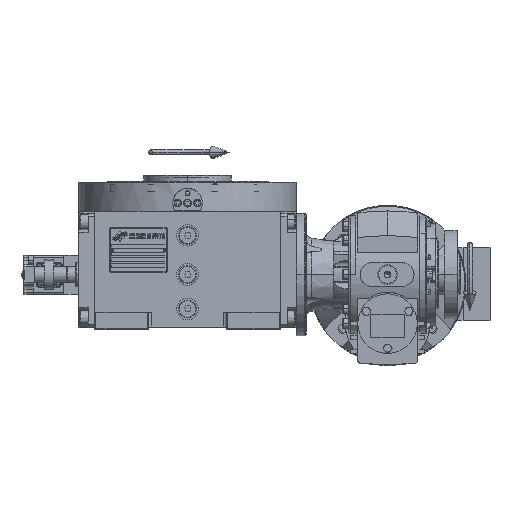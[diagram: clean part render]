
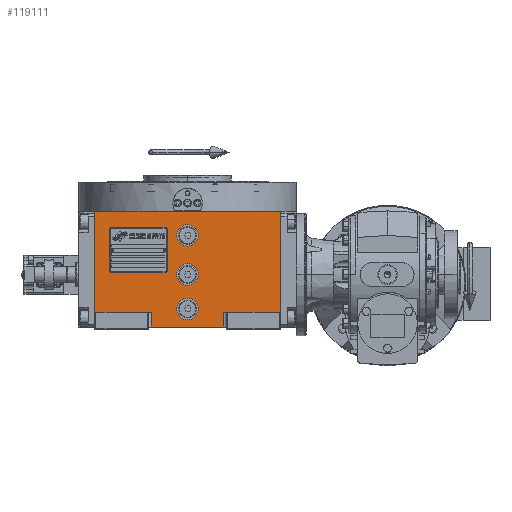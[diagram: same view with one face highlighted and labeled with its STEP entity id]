
A CAD part, top view. The second image highlights one B-rep face of the part: STEP entity #119111.
In plain terms, the highlighted planar face has unit normal (0, 0, 1).
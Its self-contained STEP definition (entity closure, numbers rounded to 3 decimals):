
#546 = VERTEX_POINT ( 'NONE', #38109 ) ;
#864 = VECTOR ( 'NONE', #74822, 1000. ) ;
#3563 = VERTEX_POINT ( 'NONE', #95564 ) ;
#5323 = LINE ( 'NONE', #41464, #21233 ) ;
#5368 = DIRECTION ( 'NONE',  ( 0., 0., 1. ) ) ;
#5645 = DIRECTION ( 'NONE',  ( 1., 0., 0. ) ) ;
#5967 = DIRECTION ( 'NONE',  ( 1., 0., 0. ) ) ;
#6048 = EDGE_CURVE ( 'NONE', #3563, #546, #108159, .T. ) ;
#6998 = CARTESIAN_POINT ( 'NONE',  ( 0., -35., 163.5 ) ) ;
#7219 = LINE ( 'NONE', #62247, #13241 ) ;
#7961 = ORIENTED_EDGE ( 'NONE', *, *, #81605, .F. ) ;
#8550 = ORIENTED_EDGE ( 'NONE', *, *, #21352, .F. ) ;
#10020 = ORIENTED_EDGE ( 'NONE', *, *, #25108, .T. ) ;
#10380 = AXIS2_PLACEMENT_3D ( 'NONE', #6998, #79145, #14330 ) ;
#10743 = EDGE_CURVE ( 'NONE', #71290, #25105, #7219, .T. ) ;
#10823 = AXIS2_PLACEMENT_3D ( 'NONE', #30874, #77892, #95670 ) ;
#10978 = VERTEX_POINT ( 'NONE', #118944 ) ;
#11008 = ORIENTED_EDGE ( 'NONE', *, *, #65691, .F. ) ;
#13082 = AXIS2_PLACEMENT_3D ( 'NONE', #106939, #31776, #23162 ) ;
#13241 = VECTOR ( 'NONE', #24326, 1000. ) ;
#14008 = DIRECTION ( 'NONE',  ( 1., 0., 0. ) ) ;
#14330 = DIRECTION ( 'NONE',  ( -1., 0., 0. ) ) ;
#17016 = CARTESIAN_POINT ( 'NONE',  ( -11., -35., 163.5 ) ) ;
#17442 = EDGE_LOOP ( 'NONE', ( #46727, #54698 ) ) ;
#18482 = LINE ( 'NONE', #55848, #42902 ) ;
#21233 = VECTOR ( 'NONE', #115373, 1000. ) ;
#21352 = EDGE_CURVE ( 'NONE', #37262, #28837, #21903, .T. ) ;
#21903 = LINE ( 'NONE', #38529, #48424 ) ;
#23072 = VECTOR ( 'NONE', #101467, 1000. ) ;
#23162 = DIRECTION ( 'NONE',  ( 1., 0., 0. ) ) ;
#23770 = CARTESIAN_POINT ( 'NONE',  ( 0., -35., 163.5 ) ) ;
#24326 = DIRECTION ( 'NONE',  ( 0., 1., 0. ) ) ;
#24382 = DIRECTION ( 'NONE',  ( 0., 0., 1. ) ) ;
#25105 = VERTEX_POINT ( 'NONE', #64965 ) ;
#25108 = EDGE_CURVE ( 'NONE', #79799, #25105, #18482, .T. ) ;
#28837 = VERTEX_POINT ( 'NONE', #109081 ) ;
#28871 = EDGE_CURVE ( 'NONE', #41474, #119427, #74854, .T. ) ;
#29414 = EDGE_LOOP ( 'NONE', ( #42539, #94622 ) ) ;
#29431 = LINE ( 'NONE', #67328, #71216 ) ;
#29793 = AXIS2_PLACEMENT_3D ( 'NONE', #116033, #5368, #5967 ) ;
#30874 = CARTESIAN_POINT ( 'NONE',  ( 0., 40., 163.5 ) ) ;
#31464 = EDGE_CURVE ( 'NONE', #71024, #71722, #46787, .T. ) ;
#31776 = DIRECTION ( 'NONE',  ( 0., 0., 1. ) ) ;
#32313 = ORIENTED_EDGE ( 'NONE', *, *, #10743, .F. ) ;
#33010 = VERTEX_POINT ( 'NONE', #84823 ) ;
#37261 = CARTESIAN_POINT ( 'NONE',  ( -94.5, 64.5, 163.5 ) ) ;
#37262 = VERTEX_POINT ( 'NONE', #37261 ) ;
#38109 = CARTESIAN_POINT ( 'NONE',  ( -11., 40., 163.5 ) ) ;
#38529 = CARTESIAN_POINT ( 'NONE',  ( -94.5, 64.5, 163.5 ) ) ;
#41464 = CARTESIAN_POINT ( 'NONE',  ( -94.5, -38.5, 163.5 ) ) ;
#41474 = VERTEX_POINT ( 'NONE', #17016 ) ;
#42539 = ORIENTED_EDGE ( 'NONE', *, *, #86942, .F. ) ;
#42902 = VECTOR ( 'NONE', #93119, 1000. ) ;
#44130 = CIRCLE ( 'NONE', #10823, 11. ) ;
#46727 = ORIENTED_EDGE ( 'NONE', *, *, #99859, .F. ) ;
#46787 = LINE ( 'NONE', #84042, #864 ) ;
#47997 = CARTESIAN_POINT ( 'NONE',  ( 37., -38.5, 163.5 ) ) ;
#48220 = DIRECTION ( 'NONE',  ( 0., 0., 1. ) ) ;
#48424 = VECTOR ( 'NONE', #112452, 1000. ) ;
#50152 = FACE_BOUND ( 'NONE', #29414, .T. ) ;
#50598 = DIRECTION ( 'NONE',  ( 1., 0., 0. ) ) ;
#51334 = FACE_BOUND ( 'NONE', #81873, .T. ) ;
#52149 = LINE ( 'NONE', #52751, #80996 ) ;
#52751 = CARTESIAN_POINT ( 'NONE',  ( -37., -53.5, 163.5 ) ) ;
#54698 = ORIENTED_EDGE ( 'NONE', *, *, #28871, .F. ) ;
#55848 = CARTESIAN_POINT ( 'NONE',  ( -94.5, -38.5, 163.5 ) ) ;
#56257 = DIRECTION ( 'NONE',  ( 0., 0., 1. ) ) ;
#58552 = CARTESIAN_POINT ( 'NONE',  ( 0., 0., 163.5 ) ) ;
#61877 = ORIENTED_EDGE ( 'NONE', *, *, #73960, .T. ) ;
#62247 = CARTESIAN_POINT ( 'NONE',  ( -37., -53.5, 163.5 ) ) ;
#64173 = CARTESIAN_POINT ( 'NONE',  ( 37., -38.5, 163.5 ) ) ;
#64965 = CARTESIAN_POINT ( 'NONE',  ( -37., -38.5, 163.5 ) ) ;
#65393 = VERTEX_POINT ( 'NONE', #86812 ) ;
#65691 = EDGE_CURVE ( 'NONE', #546, #3563, #44130, .T. ) ;
#66085 = ORIENTED_EDGE ( 'NONE', *, *, #6048, .F. ) ;
#66159 = AXIS2_PLACEMENT_3D ( 'NONE', #110027, #56257, #93519 ) ;
#67328 = CARTESIAN_POINT ( 'NONE',  ( 94.5, -38.5, 163.5 ) ) ;
#69644 = FACE_OUTER_BOUND ( 'NONE', #99810, .T. ) ;
#69798 = ORIENTED_EDGE ( 'NONE', *, *, #115147, .T. ) ;
#71024 = VERTEX_POINT ( 'NONE', #47997 ) ;
#71216 = VECTOR ( 'NONE', #103434, 1000. ) ;
#71290 = VERTEX_POINT ( 'NONE', #90525 ) ;
#71722 = VERTEX_POINT ( 'NONE', #116118 ) ;
#73561 = AXIS2_PLACEMENT_3D ( 'NONE', #58552, #48220, #50598 ) ;
#73960 = EDGE_CURVE ( 'NONE', #71290, #71722, #52149, .T. ) ;
#74822 = DIRECTION ( 'NONE',  ( 0., -1., 0. ) ) ;
#74854 = CIRCLE ( 'NONE', #10380, 11. ) ;
#75073 = CARTESIAN_POINT ( 'NONE',  ( 11., -35., 163.5 ) ) ;
#76660 = CARTESIAN_POINT ( 'NONE',  ( -94.5, -38.5, 163.5 ) ) ;
#76764 = CIRCLE ( 'NONE', #80731, 11. ) ;
#77892 = DIRECTION ( 'NONE',  ( 0., 0., 1. ) ) ;
#77966 = LINE ( 'NONE', #64173, #23072 ) ;
#78204 = FACE_BOUND ( 'NONE', #17442, .T. ) ;
#79145 = DIRECTION ( 'NONE',  ( 0., 0., 1. ) ) ;
#79799 = VERTEX_POINT ( 'NONE', #76660 ) ;
#80731 = AXIS2_PLACEMENT_3D ( 'NONE', #23770, #24382, #14008 ) ;
#80996 = VECTOR ( 'NONE', #5645, 1000. ) ;
#81605 = EDGE_CURVE ( 'NONE', #79799, #37262, #5323, .T. ) ;
#81873 = EDGE_LOOP ( 'NONE', ( #66085, #11008 ) ) ;
#84042 = CARTESIAN_POINT ( 'NONE',  ( 37., -38.5, 163.5 ) ) ;
#84823 = CARTESIAN_POINT ( 'NONE',  ( 11., 0., 163.5 ) ) ;
#86812 = CARTESIAN_POINT ( 'NONE',  ( -11., 0., 163.5 ) ) ;
#86942 = EDGE_CURVE ( 'NONE', #33010, #65393, #116523, .T. ) ;
#90525 = CARTESIAN_POINT ( 'NONE',  ( -37., -53.5, 163.5 ) ) ;
#91077 = EDGE_CURVE ( 'NONE', #65393, #33010, #95464, .T. ) ;
#91637 = ORIENTED_EDGE ( 'NONE', *, *, #31464, .F. ) ;
#93119 = DIRECTION ( 'NONE',  ( 1., 0., 0. ) ) ;
#93519 = DIRECTION ( 'NONE',  ( -1., 0., 0. ) ) ;
#94622 = ORIENTED_EDGE ( 'NONE', *, *, #91077, .F. ) ;
#95464 = CIRCLE ( 'NONE', #66159, 11. ) ;
#95564 = CARTESIAN_POINT ( 'NONE',  ( 11., 40., 163.5 ) ) ;
#95670 = DIRECTION ( 'NONE',  ( -1., 0., 0. ) ) ;
#99810 = EDGE_LOOP ( 'NONE', ( #61877, #91637, #116235, #69798, #8550, #7961, #10020, #32313 ) ) ;
#99859 = EDGE_CURVE ( 'NONE', #119427, #41474, #76764, .T. ) ;
#101467 = DIRECTION ( 'NONE',  ( 1., 0., 0. ) ) ;
#103434 = DIRECTION ( 'NONE',  ( 0., 1., 0. ) ) ;
#106939 = CARTESIAN_POINT ( 'NONE',  ( -94.5, -53.5, 163.5 ) ) ;
#107065 = EDGE_CURVE ( 'NONE', #71024, #10978, #77966, .T. ) ;
#108159 = CIRCLE ( 'NONE', #29793, 11. ) ;
#109081 = CARTESIAN_POINT ( 'NONE',  ( 94.5, 64.5, 163.5 ) ) ;
#110027 = CARTESIAN_POINT ( 'NONE',  ( 0., 0., 163.5 ) ) ;
#112452 = DIRECTION ( 'NONE',  ( 1., 0., 0. ) ) ;
#115147 = EDGE_CURVE ( 'NONE', #10978, #28837, #29431, .T. ) ;
#115373 = DIRECTION ( 'NONE',  ( 0., 1., 0. ) ) ;
#115507 = PLANE ( 'NONE',  #13082 ) ;
#116033 = CARTESIAN_POINT ( 'NONE',  ( 0., 40., 163.5 ) ) ;
#116118 = CARTESIAN_POINT ( 'NONE',  ( 37., -53.5, 163.5 ) ) ;
#116235 = ORIENTED_EDGE ( 'NONE', *, *, #107065, .T. ) ;
#116523 = CIRCLE ( 'NONE', #73561, 11. ) ;
#118944 = CARTESIAN_POINT ( 'NONE',  ( 94.5, -38.5, 163.5 ) ) ;
#119111 = ADVANCED_FACE ( 'NONE', ( #50152, #78204, #51334, #69644 ), #115507, .T. ) ;
#119427 = VERTEX_POINT ( 'NONE', #75073 ) ;
